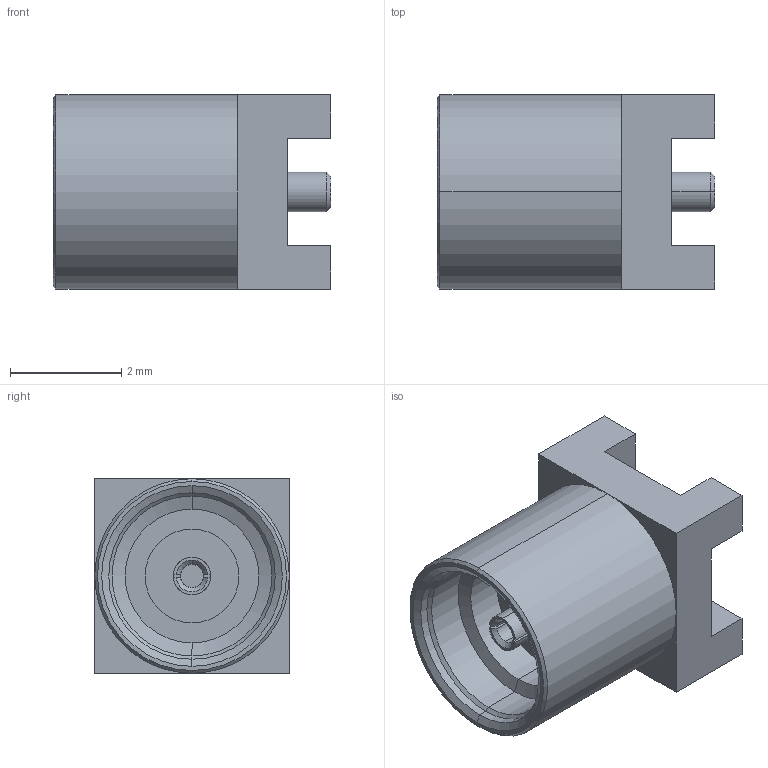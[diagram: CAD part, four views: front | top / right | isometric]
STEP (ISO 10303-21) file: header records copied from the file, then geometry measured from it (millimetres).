
FILE_DESCRIPTION (( 'STEP AP214' ), '1' );
FILE_NAME ('SC9574_3D.step', '2023-08-28T15:50:52', ( '' ), ( '' ), 'SwSTEP 2.0', 'SolidWorks 2022', '' );
FILE_SCHEMA (( 'AUTOMOTIVE_DESIGN' ));
Length unit declared in the file: inch
Products named in the file (1): SC9574_3D
Bounding box: 5 x 3.51 x 3.51 mm (x, y, z)
Volume: 35 mm3; surface area: 103.9 mm2
Topology: 1 solids, 1 shells, 66 faces, 156 edges, 97 vertices
Faces by surface type: plane 35, cylinder 18, cone 13
Entity records: 1931 total; most frequent: DIRECTION 341, CARTESIAN_POINT 332, ORIENTED_EDGE 312, EDGE_CURVE 156, AXIS2_PLACEMENT_3D 122, VERTEX_POINT 97, VECTOR 97, LINE 97
